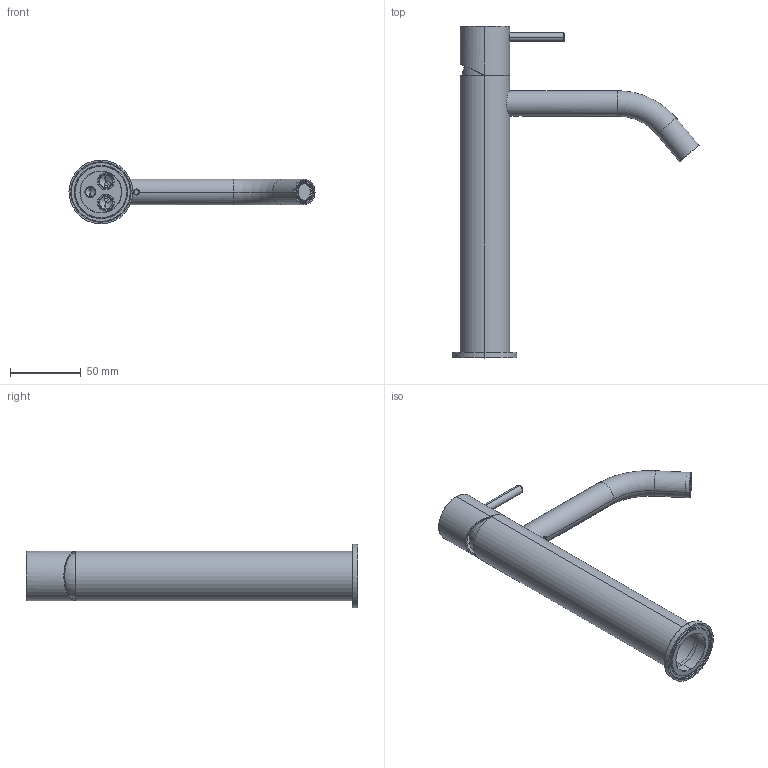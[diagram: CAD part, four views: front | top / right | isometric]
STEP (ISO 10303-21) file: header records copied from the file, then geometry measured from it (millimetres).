
FILE_DESCRIPTION (( 'STEP AP214' ), '1' );
FILE_NAME ('C35.0003.STEP', '2023-01-09T14:50:40', ( '' ), ( '' ), 'SwSTEP 2.0', 'SolidWorks 2022', '' );
FILE_SCHEMA (( 'AUTOMOTIVE_DESIGN' ));
Length unit declared in the file: millimetre
Products named in the file (8): 0060.002.00; C35.0003; AEREADOR M16.5x1; 0059.001.00; 0059.005.00; 0002.005.00; 0060.001.00; 0059.002.00
Assembly tree (7 placements, depth 2):
  C35.0003
    0060.001.00
    0060.002.00
    AEREADOR M16.5x1
    0059.001.00
    0059.002.00
    0059.005.00
    0002.005.00
Bounding box: 173.46 x 234 x 45 mm (x, y, z)
Volume: 111327.7 mm3; surface area: 71970.4 mm2
Topology: 7 solids, 7 shells, 281 faces, 656 edges, 397 vertices
Faces by surface type: cylinder 101, cone 83, plane 76, torus 15, bspline 6
Entity records: 10631 total; most frequent: CARTESIAN_POINT 3571, DIRECTION 1475, ORIENTED_EDGE 1284, EDGE_CURVE 642, AXIS2_PLACEMENT_3D 597, VERTEX_POINT 397, EDGE_LOOP 319, CIRCLE 312
